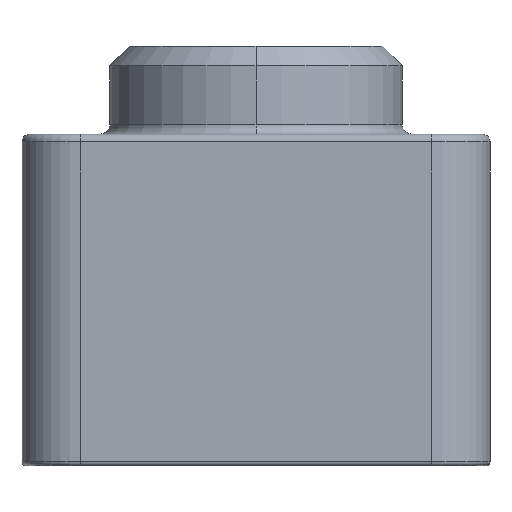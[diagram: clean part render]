
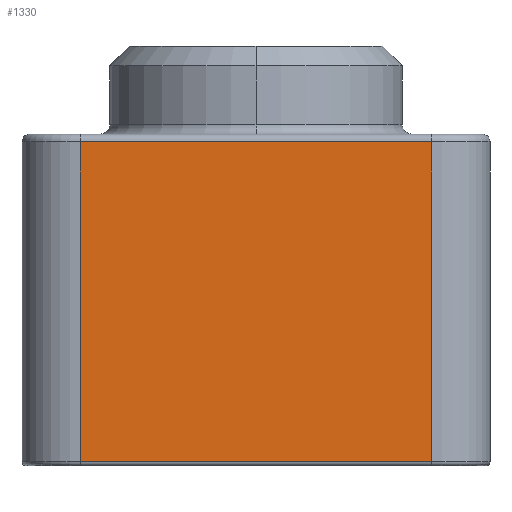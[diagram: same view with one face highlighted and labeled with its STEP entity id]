
A CAD part, left-side view. The second image highlights one B-rep face of the part: STEP entity #1330.
In plain terms, the highlighted planar face has unit normal (-1, 0, 0).
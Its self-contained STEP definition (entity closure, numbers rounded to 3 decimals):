
#7 = VECTOR ( 'NONE', #1685, 1000. ) ;
#37 = LINE ( 'NONE', #1667, #7 ) ;
#55 = CARTESIAN_POINT ( 'NONE',  ( -120., 90., 170. ) ) ;
#70 = CARTESIAN_POINT ( 'NONE',  ( -120., -90., 2. ) ) ;
#189 = EDGE_LOOP ( 'NONE', ( #1819, #795, #1588, #351 ) ) ;
#311 = CARTESIAN_POINT ( 'NONE',  ( -120., 90., 166. ) ) ;
#351 = ORIENTED_EDGE ( 'NONE', *, *, #1558, .T. ) ;
#389 = VECTOR ( 'NONE', #1280, 1000. ) ;
#448 = CARTESIAN_POINT ( 'NONE',  ( -120., -90., 170. ) ) ;
#499 = CARTESIAN_POINT ( 'NONE',  ( -120., -90., 166. ) ) ;
#550 = LINE ( 'NONE', #864, #389 ) ;
#583 = EDGE_CURVE ( 'NONE', #1794, #771, #37, .T. ) ;
#608 = CARTESIAN_POINT ( 'NONE',  ( -120., -90., 170. ) ) ;
#617 = EDGE_CURVE ( 'NONE', #1336, #1794, #633, .T. ) ;
#633 = LINE ( 'NONE', #55, #1683 ) ;
#644 = VECTOR ( 'NONE', #1203, 1000. ) ;
#771 = VERTEX_POINT ( 'NONE', #70 ) ;
#795 = ORIENTED_EDGE ( 'NONE', *, *, #583, .T. ) ;
#824 = AXIS2_PLACEMENT_3D ( 'NONE', #448, #1175, #1765 ) ;
#864 = CARTESIAN_POINT ( 'NONE',  ( -120., -90., 166. ) ) ;
#1175 = DIRECTION ( 'NONE',  ( 1., 0., 0. ) ) ;
#1203 = DIRECTION ( 'NONE',  ( 0., 0., -1. ) ) ;
#1280 = DIRECTION ( 'NONE',  ( 0., 1., 0. ) ) ;
#1316 = CARTESIAN_POINT ( 'NONE',  ( -120., 90., 2. ) ) ;
#1330 = ADVANCED_FACE ( 'NONE', ( #1782 ), #1650, .F. ) ;
#1336 = VERTEX_POINT ( 'NONE', #311 ) ;
#1374 = DIRECTION ( 'NONE',  ( 0., 0., -1. ) ) ;
#1558 = EDGE_CURVE ( 'NONE', #1878, #1336, #550, .T. ) ;
#1588 = ORIENTED_EDGE ( 'NONE', *, *, #1848, .F. ) ;
#1650 = PLANE ( 'NONE',  #824 ) ;
#1667 = CARTESIAN_POINT ( 'NONE',  ( -120., -90., 2. ) ) ;
#1683 = VECTOR ( 'NONE', #1374, 1000. ) ;
#1685 = DIRECTION ( 'NONE',  ( 0., -1., 0. ) ) ;
#1765 = DIRECTION ( 'NONE',  ( 0., 0., -1. ) ) ;
#1782 = FACE_OUTER_BOUND ( 'NONE', #189, .T. ) ;
#1791 = LINE ( 'NONE', #608, #644 ) ;
#1794 = VERTEX_POINT ( 'NONE', #1316 ) ;
#1819 = ORIENTED_EDGE ( 'NONE', *, *, #617, .T. ) ;
#1848 = EDGE_CURVE ( 'NONE', #1878, #771, #1791, .T. ) ;
#1878 = VERTEX_POINT ( 'NONE', #499 ) ;
